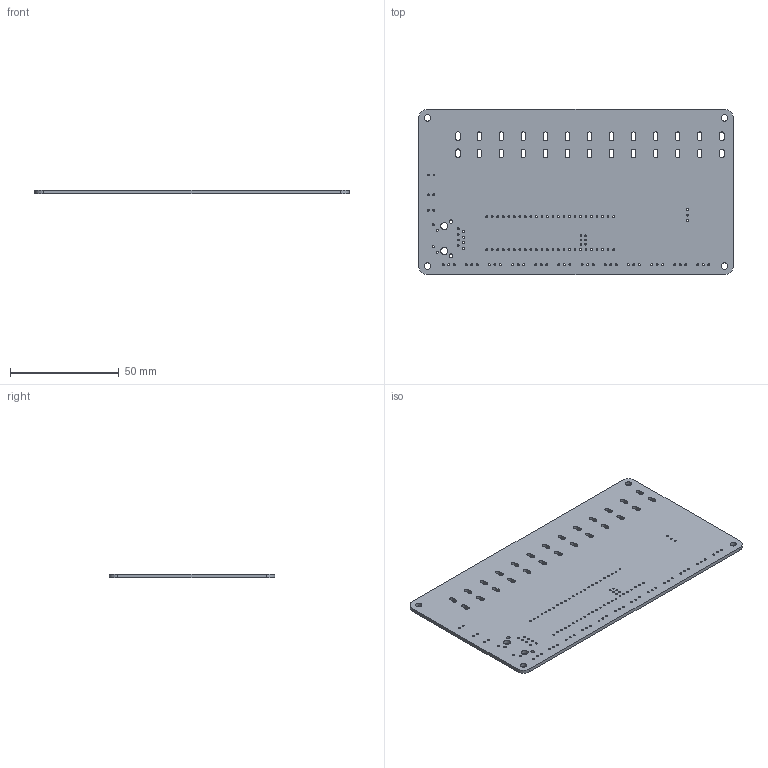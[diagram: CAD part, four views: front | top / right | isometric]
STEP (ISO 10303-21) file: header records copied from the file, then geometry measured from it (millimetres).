
FILE_DESCRIPTION(('KiCad electronic assembly'),'2;1');
FILE_NAME('Hardware_Rev1.step','2023-05-02T21:20:06',('Pcbnew'),('Kicad' ),'Open CASCADE STEP processor 7.6','KiCad to STEP converter', 'Unknown');
FILE_SCHEMA(('AUTOMOTIVE_DESIGN { 1 0 10303 214 1 1 1 1 }'));
Length unit declared in the file: millimetre
Products named in the file (2): Hardware_Rev1 1; Hardware_Rev1 PCB
Assembly tree (1 placements, depth 2):
  Hardware_Rev1 1
    Hardware_Rev1 PCB
Bounding box: 144.78 x 76.2 x 1.6 mm (x, y, z)
Volume: 17147.3 mm3; surface area: 23145.6 mm2
Topology: 1 solids, 1 shells, 233 faces, 693 edges, 462 vertices
Faces by surface type: cylinder 175, plane 58
Full cylindrical faces by diameter (mm): 0.7 x6, 0.8 x54, 0.889 x3, 0.9 x44, 1.02 x4, 1.6 x2, 2.946 x4, 3.25 x2
Entity records: 17633 total; most frequent: DIRECTION 2899, CARTESIAN_POINT 2776, ORIENTED_EDGE 1386, PCURVE 1386, DEFINITIONAL_REPRESENTATION 1386, LINE 1379, VECTOR 1379, CIRCLE 700
